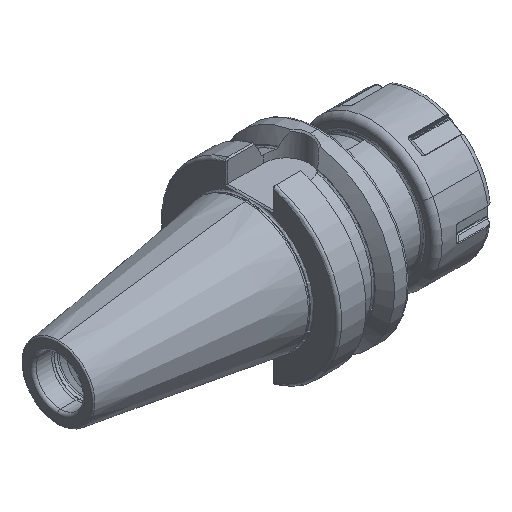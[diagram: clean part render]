
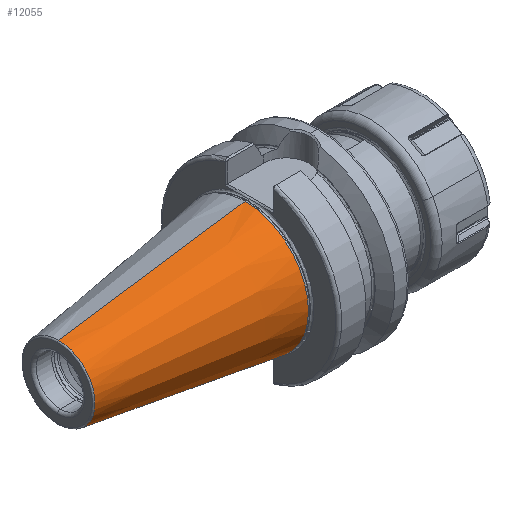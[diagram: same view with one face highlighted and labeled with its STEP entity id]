
A CAD part, isometric view. The second image highlights one B-rep face of the part: STEP entity #12055.
In plain terms, the highlighted conical face has half-angle 8.297 degrees and reference radius 22.298 mm.
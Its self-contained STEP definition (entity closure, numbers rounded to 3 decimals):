
#322 = EDGE_CURVE ( 'NONE', #1208, #1241, #4339, .T. ) ;
#386 = EDGE_CURVE ( 'NONE', #1192, #1284, #4344, .T. ) ;
#627 = AXIS2_PLACEMENT_3D ( 'NONE', #18013, #17985, #17986 ) ;
#719 = AXIS2_PLACEMENT_3D ( 'NONE', #12150, #12145, #12146 ) ;
#850 = EDGE_LOOP ( 'NONE', ( #21609, #21576, #21678, #21610 ) ) ;
#1192 = VERTEX_POINT ( 'NONE', #17070 ) ;
#1208 = VERTEX_POINT ( 'NONE', #17073 ) ;
#1241 = VERTEX_POINT ( 'NONE', #17089 ) ;
#1284 = VERTEX_POINT ( 'NONE', #17114 ) ;
#1508 = EDGE_CURVE ( 'NONE', #1192, #1208, #4635, .T. ) ;
#1544 = EDGE_CURVE ( 'NONE', #1284, #1241, #4558, .T. ) ;
#2490 = FACE_OUTER_BOUND ( 'NONE', #850, .T. ) ;
#2517 = CONICAL_SURFACE ( 'NONE', #22870, 22.298, 0.145 ) ;
#4339 = CIRCLE ( 'NONE', #627, 22.298 ) ;
#4344 = CIRCLE ( 'NONE', #719, 12.75 ) ;
#4558 = LINE ( 'NONE', #18701, #4587 ) ;
#4587 = VECTOR ( 'NONE', #18660, 1000. ) ;
#4635 = LINE ( 'NONE', #18437, #4648 ) ;
#4648 = VECTOR ( 'NONE', #18450, 1000. ) ;
#12055 = ADVANCED_FACE ( 'NONE', ( #2490 ), #2517, .T. ) ;
#12145 = DIRECTION ( 'NONE',  ( 1., 0., 0. ) ) ;
#12146 = DIRECTION ( 'NONE',  ( 0., 0., -1. ) ) ;
#12150 = CARTESIAN_POINT ( 'NONE',  ( -66.972, 0., 0. ) ) ;
#17070 = CARTESIAN_POINT ( 'NONE',  ( -66.972, 0., 12.75 ) ) ;
#17073 = CARTESIAN_POINT ( 'NONE',  ( -1.5, 0., 22.298 ) ) ;
#17089 = CARTESIAN_POINT ( 'NONE',  ( -1.5, 0., -22.298 ) ) ;
#17114 = CARTESIAN_POINT ( 'NONE',  ( -66.972, 0., -12.75 ) ) ;
#17985 = DIRECTION ( 'NONE',  ( 1., 0., 0. ) ) ;
#17986 = DIRECTION ( 'NONE',  ( 0., 0., -1. ) ) ;
#18013 = CARTESIAN_POINT ( 'NONE',  ( -1.5, 0., 0. ) ) ;
#18437 = CARTESIAN_POINT ( 'NONE',  ( -1.5, 0., 22.298 ) ) ;
#18450 = DIRECTION ( 'NONE',  ( 0.99, 0., 0.144 ) ) ;
#18660 = DIRECTION ( 'NONE',  ( 0.99, 0., -0.144 ) ) ;
#18701 = CARTESIAN_POINT ( 'NONE',  ( -1.5, 0., -22.298 ) ) ;
#19829 = DIRECTION ( 'NONE',  ( 1., 0., 0. ) ) ;
#19861 = DIRECTION ( 'NONE',  ( 0., 0., -1. ) ) ;
#19863 = CARTESIAN_POINT ( 'NONE',  ( -1.5, 0., 0. ) ) ;
#21576 = ORIENTED_EDGE ( 'NONE', *, *, #386, .T. ) ;
#21609 = ORIENTED_EDGE ( 'NONE', *, *, #1508, .F. ) ;
#21610 = ORIENTED_EDGE ( 'NONE', *, *, #322, .F. ) ;
#21678 = ORIENTED_EDGE ( 'NONE', *, *, #1544, .T. ) ;
#22870 = AXIS2_PLACEMENT_3D ( 'NONE', #19863, #19829, #19861 ) ;
